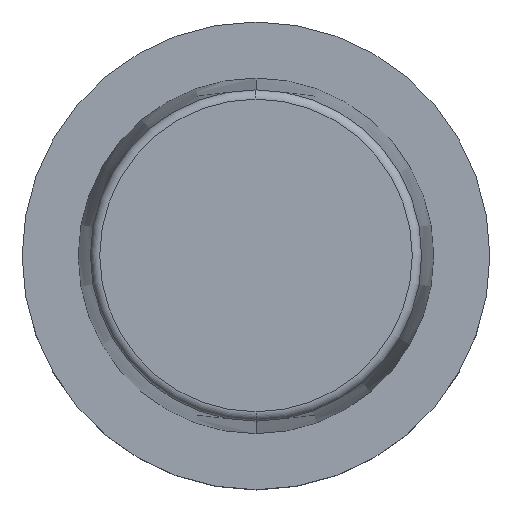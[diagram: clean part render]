
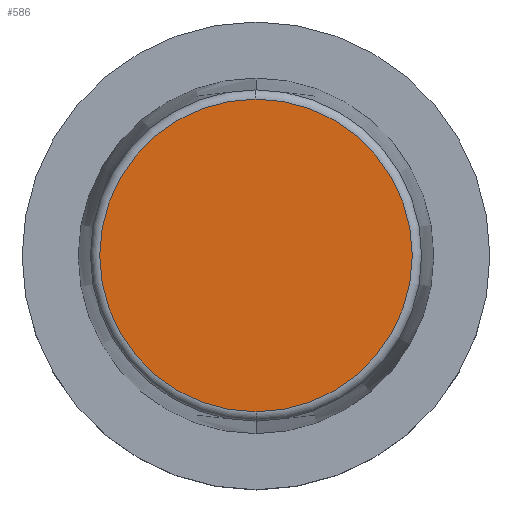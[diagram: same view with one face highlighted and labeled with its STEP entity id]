
A CAD part, top view. The second image highlights one B-rep face of the part: STEP entity #586.
In plain terms, the highlighted planar face has unit normal (0, 0, 1).
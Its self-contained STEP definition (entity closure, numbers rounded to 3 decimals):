
#360=EDGE_CURVE('',#504,#548,#769,.T.);
#474=EDGE_CURVE('',#548,#504,#897,.T.);
#504=VERTEX_POINT('',#932);
#548=VERTEX_POINT('',#984);
#586=ADVANCED_FACE('',(#1028),#1029,.T.);
#769=CIRCLE('',#1258,33.41);
#897=CIRCLE('',#1423,33.41);
#932=CARTESIAN_POINT('',(0.,-33.41,50.0));
#984=CARTESIAN_POINT('',(0.0,33.41,50.0));
#1028=FACE_OUTER_BOUND('',#1582,.T.);
#1029=PLANE('',#1583);
#1258=AXIS2_PLACEMENT_3D('',#1787,#1788,#1789);
#1423=AXIS2_PLACEMENT_3D('',#1946,#1947,#1948);
#1582=EDGE_LOOP('',(#2151,#2152));
#1583=AXIS2_PLACEMENT_3D('',#2153,#2154,#2155);
#1787=CARTESIAN_POINT('',(0.0,0.0,50.0));
#1788=DIRECTION('',(0.0,0.0,-1.0));
#1789=DIRECTION('',(0.0,1.0,0.0));
#1946=CARTESIAN_POINT('',(0.0,0.0,50.0));
#1947=DIRECTION('',(0.0,0.0,-1.0));
#1948=DIRECTION('',(0.0,1.0,0.0));
#2151=ORIENTED_EDGE('',*,*,#474,.F.);
#2152=ORIENTED_EDGE('',*,*,#360,.F.);
#2153=CARTESIAN_POINT('',(0.0,16.705,50.0));
#2154=DIRECTION('',(-0.0,0.0,1.0));
#2155=DIRECTION('',(0.0,-1.0,0.0));
